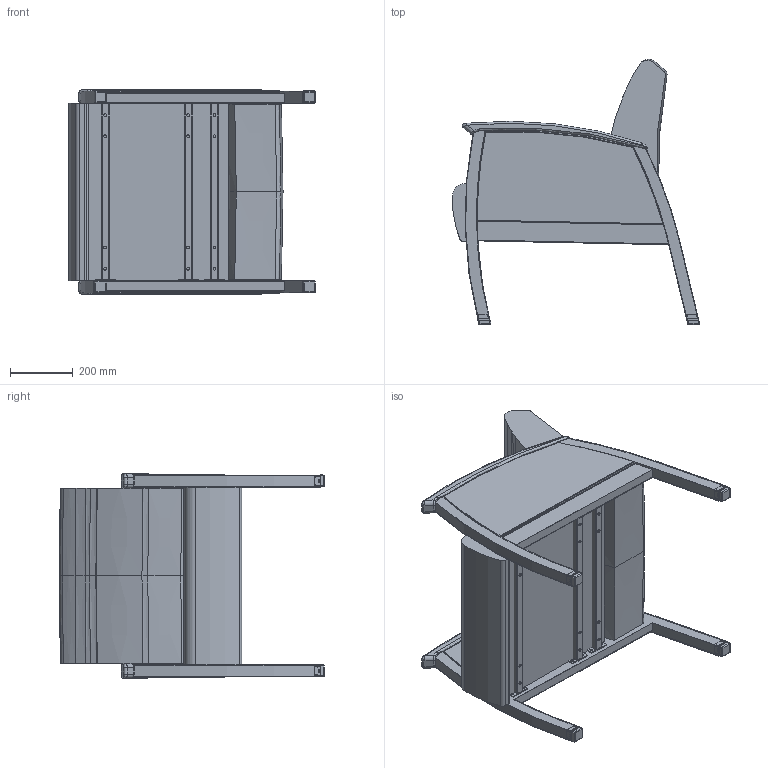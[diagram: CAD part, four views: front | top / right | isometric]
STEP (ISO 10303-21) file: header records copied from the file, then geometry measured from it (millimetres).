
FILE_DESCRIPTION(/* description */ (''),/* implementation_level */ '2;1');
FILE_NAME(/* name */ 'KOL10PU.stp',/* time_stamp */ '2016-03-28T10:03:35-04:00',/* author */ ('emerkel'),/* organization */ (''),/* preprocessor_version */ 'ST-DEVELOPER v16.1',/* originating_system */ 'Autodesk Inventor 2016',/* authorisation */ '');
FILE_SCHEMA (('AUTOMOTIVE_DESIGN { 1 0 10303 214 3 1 1 }'));
Length unit declared in the file: inch
Products named in the file (13): KOL ARML-1; KOL ARMR-1 BOTTOM; KOL ARMR-1 TOP; KOL ARMR-1; KOL10 NEW BACK; KOL10 SEAT; LEG CAP KOL; TUBE 1.5 X 22.375; STUBE PLT; STUBE1.5X22.375; EV7000 MAC BLK; UPANEL KOL10; KOL10PU
Assembly tree (20 placements, depth 3):
  KOL10PU
    KOL ARML-1
    KOL ARMR-1
      KOL ARMR-1 BOTTOM
      KOL ARMR-1 TOP
    KOL10 NEW BACK
    KOL10 SEAT
    LEG CAP KOL  x4
    STUBE1.5X22.375  x3
      TUBE 1.5 X 22.375
      STUBE PLT
    EV7000 MAC BLK  x2
    UPANEL KOL10  x2
Bounding box: 788.38 x 846.23 x 654.05 mm (x, y, z)
Volume: 100344433.3 mm3; surface area: 4354595.4 mm2
Topology: 23 solids, 23 shells, 709 faces, 1862 edges, 1201 vertices
Faces by surface type: cylinder 295, plane 292, bspline 74, torus 32, sphere 16
Full cylindrical faces by diameter (mm): 6.35 x30, 7.137 x24, 8.712 x24
Entity records: 13508 total; most frequent: CARTESIAN_POINT 4686, ORIENTED_EDGE 1734, DIRECTION 1697, EDGE_CURVE 867, AXIS2_PLACEMENT_3D 658, VERTEX_POINT 589, EDGE_LOOP 498, LINE 381
